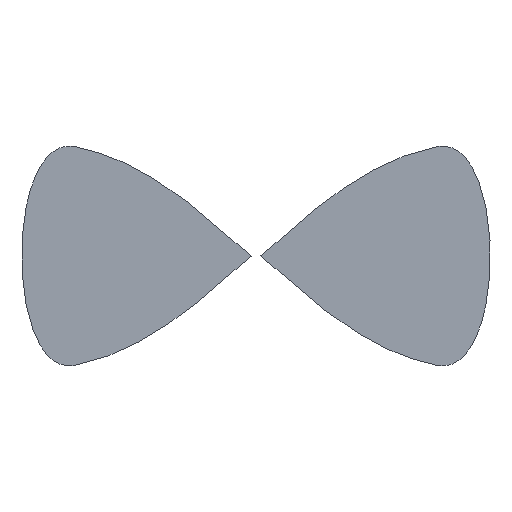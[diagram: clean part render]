
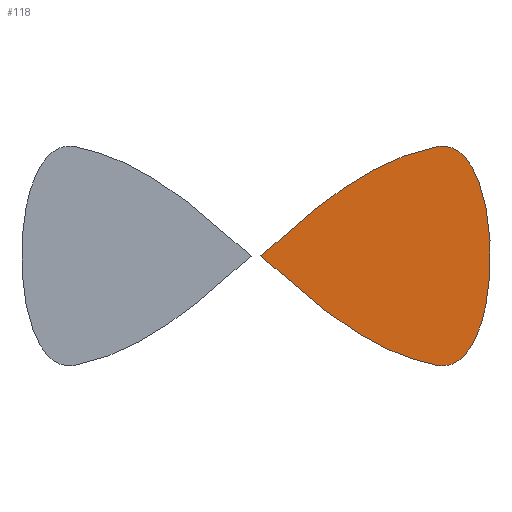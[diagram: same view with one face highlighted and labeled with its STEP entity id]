
A CAD part, top view. The second image highlights one B-rep face of the part: STEP entity #118.
In plain terms, the highlighted planar face has unit normal (0, 0, 1).
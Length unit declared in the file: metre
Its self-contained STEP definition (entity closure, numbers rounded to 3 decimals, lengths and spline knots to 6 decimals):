
#2 = VERTEX_POINT ( 'NONE', #115 ) ;
#3 = CARTESIAN_POINT ( 'NONE',  ( 0.02687, 0.016263, 0. ) ) ;
#6 = CARTESIAN_POINT ( 'NONE',  ( 0.0264, 0.01617, 0. ) ) ;
#8 = CARTESIAN_POINT ( 'NONE',  ( 0.009705, -0.007665, 0. ) ) ;
#9 = ORIENTED_EDGE ( 'NONE', *, *, #28, .T. ) ;
#15 = CARTESIAN_POINT ( 'NONE',  ( 0.0264, -0.01617, 0. ) ) ;
#16 = CARTESIAN_POINT ( 'NONE',  ( 0.002651, 0.001756, 0. ) ) ;
#17 = CARTESIAN_POINT ( 'NONE',  ( 0.017333, 0.012735, 0. ) ) ;
#18 = CARTESIAN_POINT ( 'NONE',  ( 0.006349, 0.004962, 0. ) ) ;
#20 = CARTESIAN_POINT ( 'NONE',  ( 0.004299, 0.003209, 0. ) ) ;
#24 = CARTESIAN_POINT ( 'NONE',  ( 0.02687, 0.016263, 0. ) ) ;
#26 = CARTESIAN_POINT ( 'NONE',  ( 0.004299, -0.003209, 0. ) ) ;
#28 = EDGE_CURVE ( 'NONE', #197, #169, #226, .T. ) ;
#30 = CARTESIAN_POINT ( 'NONE',  ( 0.006349, -0.004962, 0. ) ) ;
#34 = CARTESIAN_POINT ( 'NONE',  ( 0.020222, 0.014164, 0. ) ) ;
#35 = CARTESIAN_POINT ( 'NONE',  ( 0.026017, -0.016087, 0. ) ) ;
#41 = CARTESIAN_POINT ( 'NONE',  ( 0.008644, -0.006834, 0. ) ) ;
#45 = CARTESIAN_POINT ( 'NONE',  ( 0.02687, -0.016263, 0. ) ) ;
#49 = CARTESIAN_POINT ( 'NONE',  ( 0.017333, -0.012735, 0. ) ) ;
#50 = ORIENTED_EDGE ( 'NONE', *, *, #106, .T. ) ;
#51 = CARTESIAN_POINT ( 'NONE',  ( 0.000707, 0., 0. ) ) ;
#55 = CARTESIAN_POINT ( 'NONE',  ( 0.026815, 0.016253, 0. ) ) ;
#60 = CARTESIAN_POINT ( 'NONE',  ( 0.002651, -0.001756, 0. ) ) ;
#63 = CARTESIAN_POINT ( 'NONE',  ( 0.020222, -0.014164, 0. ) ) ;
#64 = B_SPLINE_CURVE_WITH_KNOTS ( 'NONE', 4,
 ( #24, #55, #200, #6, #165, #177, #70, #131, #92, #217, #188, #34, #80, #160, #17, #104, #210, #79, #159, #225, #142, #173, #103, #126, #18, #189, #20, #143, #16, #172, #65, #187, #208 ),
 .UNSPECIFIED., .F., .F.,
 ( 5, 1, 1, 1, 1, 1, 1, 1, 1, 1, 1, 1, 1, 1, 1, 1, 1, 1, 1, 1, 1, 1, 1, 1, 1, 1, 1, 1, 1, 5 ),
 ( 0.080443, 0.087642, 0.094841, 0.109239, 0.123636, 0.138034, 0.166828, 0.195623, 0.224418, 0.253213, 0.282008, 0.310803, 0.339598, 0.368393, 0.397188, 0.425983, 0.455684, 0.513274, 0.542069, 0.570864, 0.628454, 0.657249, 0.686044, 0.743634, 0.772429, 0.801224, 0.830019, 0.858814, 0.887609, 0.916404 ),
 .UNSPECIFIED. ) ;
#65 = CARTESIAN_POINT ( 'NONE',  ( 0.001209, 0.000458, 0. ) ) ;
#66 = CARTESIAN_POINT ( 'NONE',  ( 0.025557, -0.015981, 0. ) ) ;
#70 = CARTESIAN_POINT ( 'NONE',  ( 0.024905, 0.015817, 0. ) ) ;
#72 = CARTESIAN_POINT ( 'NONE',  ( 0.00534, -0.00411, 0. ) ) ;
#75 = DIRECTION ( 'NONE',  ( 0., 0., 1. ) ) ;
#76 = CARTESIAN_POINT ( 'NONE',  ( 0.003533, -0.00254, 0. ) ) ;
#79 = CARTESIAN_POINT ( 'NONE',  ( 0.014317, 0.01094, 0. ) ) ;
#80 = CARTESIAN_POINT ( 'NONE',  ( 0.019246, 0.013715, 0. ) ) ;
#81 = B_SPLINE_CURVE_WITH_KNOTS ( 'NONE', 4,
 ( #51, #192, #85, #170, #60, #76, #26, #72, #30, #113, #41, #8, #132, #166, #201, #211, #108, #128, #49, #194, #105, #63, #102, #138, #171, #207, #101, #66, #35, #15, #213, #204, #45 ),
 .UNSPECIFIED., .F., .F.,
 ( 5, 1, 1, 1, 1, 1, 1, 1, 1, 1, 1, 1, 1, 1, 1, 1, 1, 1, 1, 1, 1, 1, 1, 1, 1, 1, 1, 1, 1, 5 ),
 ( 0.080443, 0.109238, 0.138033, 0.166828, 0.195623, 0.224418, 0.253213, 0.310803, 0.339598, 0.368393, 0.425983, 0.454778, 0.483573, 0.541163, 0.570864, 0.599659, 0.628454, 0.657249, 0.686044, 0.714839, 0.743634, 0.772429, 0.801224, 0.830019, 0.858814, 0.873211, 0.887609, 0.902006, 0.909205, 0.916404 ),
 .UNSPECIFIED. ) ;
#85 = CARTESIAN_POINT ( 'NONE',  ( 0.001209, -0.000458, 0. ) ) ;
#86 = CARTESIAN_POINT ( 'NONE',  ( 0.037558, -0.018356, 0. ) ) ;
#92 = CARTESIAN_POINT ( 'NONE',  ( 0.02323, 0.015324, 0. ) ) ;
#96 = CARTESIAN_POINT ( 'NONE',  ( 0., 0., 0. ) ) ;
#101 = CARTESIAN_POINT ( 'NONE',  ( 0.024905, -0.015817, 0. ) ) ;
#102 = CARTESIAN_POINT ( 'NONE',  ( 0.021212, -0.014583, 0. ) ) ;
#103 = CARTESIAN_POINT ( 'NONE',  ( 0.008644, 0.006834, 0. ) ) ;
#104 = CARTESIAN_POINT ( 'NONE',  ( 0.016396, 0.012208, 0. ) ) ;
#105 = CARTESIAN_POINT ( 'NONE',  ( 0.019246, -0.013715, 0. ) ) ;
#106 = EDGE_CURVE ( 'NONE', #169, #2, #64, .T. ) ;
#108 = CARTESIAN_POINT ( 'NONE',  ( 0.015464, -0.011655, 0. ) ) ;
#109 = AXIS2_PLACEMENT_3D ( 'NONE', #96, #75, #218 ) ;
#113 = CARTESIAN_POINT ( 'NONE',  ( 0.007394, -0.005828, 0. ) ) ;
#115 = CARTESIAN_POINT ( 'NONE',  ( 0.000707, 0., 0. ) ) ;
#117 = CARTESIAN_POINT ( 'NONE',  ( 0.02687, -0.016263, 0. ) ) ;
#118 = ADVANCED_FACE ( 'NONE', ( #186 ), #181, .T. ) ;
#126 = CARTESIAN_POINT ( 'NONE',  ( 0.007394, 0.005828, 0. ) ) ;
#128 = CARTESIAN_POINT ( 'NONE',  ( 0.016396, -0.012208, 0. ) ) ;
#131 = CARTESIAN_POINT ( 'NONE',  ( 0.024128, 0.015602, 0. ) ) ;
#132 = CARTESIAN_POINT ( 'NONE',  ( 0.010775, -0.008473, 0. ) ) ;
#138 = CARTESIAN_POINT ( 'NONE',  ( 0.022215, -0.014971, 0. ) ) ;
#141 = ORIENTED_EDGE ( 'NONE', *, *, #148, .T. ) ;
#142 = CARTESIAN_POINT ( 'NONE',  ( 0.010775, 0.008473, 0. ) ) ;
#143 = CARTESIAN_POINT ( 'NONE',  ( 0.003533, 0.00254, 0. ) ) ;
#147 = EDGE_LOOP ( 'NONE', ( #141, #9, #50 ) ) ;
#148 = EDGE_CURVE ( 'NONE', #2, #197, #81, .T. ) ;
#159 = CARTESIAN_POINT ( 'NONE',  ( 0.013189, 0.010194, 0. ) ) ;
#160 = CARTESIAN_POINT ( 'NONE',  ( 0.018283, 0.013238, 0. ) ) ;
#165 = CARTESIAN_POINT ( 'NONE',  ( 0.026017, 0.016087, 0. ) ) ;
#166 = CARTESIAN_POINT ( 'NONE',  ( 0.01208, -0.009422, 0. ) ) ;
#169 = VERTEX_POINT ( 'NONE', #220 ) ;
#170 = CARTESIAN_POINT ( 'NONE',  ( 0.001986, -0.001163, 0. ) ) ;
#171 = CARTESIAN_POINT ( 'NONE',  ( 0.02323, -0.015324, 0. ) ) ;
#172 = CARTESIAN_POINT ( 'NONE',  ( 0.001986, 0.001163, 0. ) ) ;
#173 = CARTESIAN_POINT ( 'NONE',  ( 0.009705, 0.007665, 0. ) ) ;
#177 = CARTESIAN_POINT ( 'NONE',  ( 0.025557, 0.015981, 0. ) ) ;
#181 = PLANE ( 'NONE',  #109 ) ;
#186 = FACE_OUTER_BOUND ( 'NONE', #147, .T. ) ;
#187 = CARTESIAN_POINT ( 'NONE',  ( 0.000873, 0.000151, 0. ) ) ;
#188 = CARTESIAN_POINT ( 'NONE',  ( 0.021212, 0.014583, 0. ) ) ;
#189 = CARTESIAN_POINT ( 'NONE',  ( 0.00534, 0.00411, 0. ) ) ;
#192 = CARTESIAN_POINT ( 'NONE',  ( 0.000873, -0.000151, 0. ) ) ;
#193 = CARTESIAN_POINT ( 'NONE',  ( 0.02687, -0.016263, 0. ) ) ;
#194 = CARTESIAN_POINT ( 'NONE',  ( 0.018283, -0.013238, 0. ) ) ;
#195 = CARTESIAN_POINT ( 'NONE',  ( 0.037558, 0.018356, 0. ) ) ;
#197 = VERTEX_POINT ( 'NONE', #117 ) ;
#200 = CARTESIAN_POINT ( 'NONE',  ( 0.026703, 0.016231, 0. ) ) ;
#201 = CARTESIAN_POINT ( 'NONE',  ( 0.013189, -0.010194, 0. ) ) ;
#204 = CARTESIAN_POINT ( 'NONE',  ( 0.026815, -0.016253, 0. ) ) ;
#207 = CARTESIAN_POINT ( 'NONE',  ( 0.024128, -0.015602, 0. ) ) ;
#208 = CARTESIAN_POINT ( 'NONE',  ( 0.000707, 0., 0. ) ) ;
#210 = CARTESIAN_POINT ( 'NONE',  ( 0.015464, 0.011655, 0. ) ) ;
#211 = CARTESIAN_POINT ( 'NONE',  ( 0.014317, -0.01094, 0. ) ) ;
#213 = CARTESIAN_POINT ( 'NONE',  ( 0.026703, -0.016231, 0. ) ) ;
#217 = CARTESIAN_POINT ( 'NONE',  ( 0.022215, 0.014971, 0. ) ) ;
#218 = DIRECTION ( 'NONE',  ( 0.707, -0.707, 0. ) ) ;
#220 = CARTESIAN_POINT ( 'NONE',  ( 0.02687, 0.016263, 0. ) ) ;
#225 = CARTESIAN_POINT ( 'NONE',  ( 0.01208, 0.009422, 0. ) ) ;
#226 = B_SPLINE_CURVE_WITH_KNOTS ( 'NONE', 3,
 ( #193, #86, #195, #3 ),
 .UNSPECIFIED., .F., .F.,
 ( 4, 4 ),
 ( 0., 1. ),
 .UNSPECIFIED. ) ;
